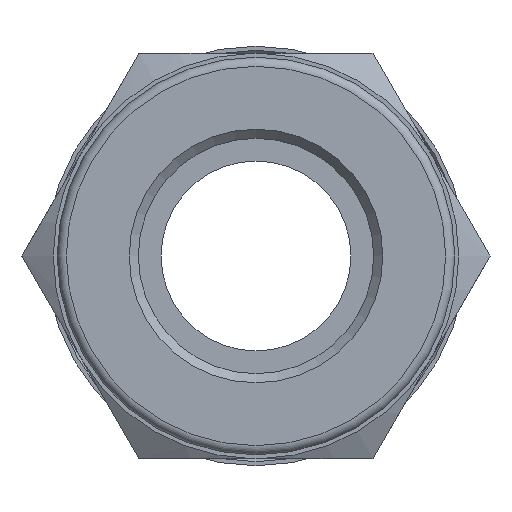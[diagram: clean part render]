
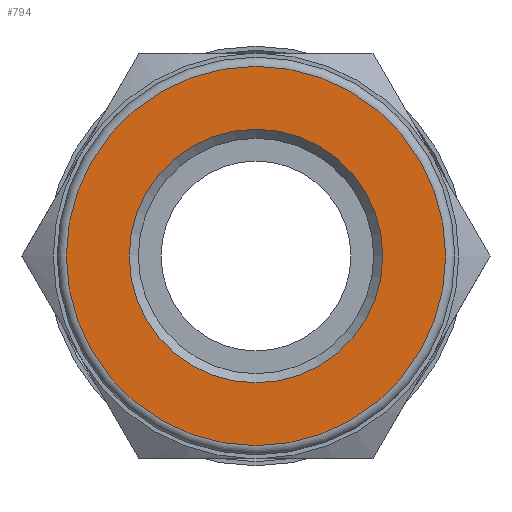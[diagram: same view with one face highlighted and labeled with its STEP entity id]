
A CAD part, left-side view. The second image highlights one B-rep face of the part: STEP entity #794.
In plain terms, the highlighted planar face has unit normal (-1, 0, 0).
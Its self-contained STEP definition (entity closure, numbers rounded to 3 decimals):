
#49=FACE_BOUND('',#185,.T.);
#79=CIRCLE('',#890,6.95);
#80=CIRCLE('',#892,10.4);
#126=FACE_OUTER_BOUND('',#184,.T.);
#184=EDGE_LOOP('',(#627));
#185=EDGE_LOOP('',(#628));
#371=VERTEX_POINT('',#1342);
#372=VERTEX_POINT('',#1346);
#465=EDGE_CURVE('',#371,#371,#79,.T.);
#466=EDGE_CURVE('',#372,#372,#80,.T.);
#627=ORIENTED_EDGE('',*,*,#466,.F.);
#628=ORIENTED_EDGE('',*,*,#465,.T.);
#755=PLANE('',#891);
#794=ADVANCED_FACE('',(#126,#49),#755,.T.);
#890=AXIS2_PLACEMENT_3D('',#1344,#1059,#1060);
#891=AXIS2_PLACEMENT_3D('',#1345,#1061,#1062);
#892=AXIS2_PLACEMENT_3D('',#1347,#1063,#1064);
#1059=DIRECTION('center_axis',(1.,0.,0.));
#1060=DIRECTION('ref_axis',(0.,0.,-1.));
#1061=DIRECTION('center_axis',(-1.,0.,0.));
#1062=DIRECTION('ref_axis',(0.,0.,1.));
#1063=DIRECTION('center_axis',(1.,0.,0.));
#1064=DIRECTION('ref_axis',(0.,0.,-1.));
#1342=CARTESIAN_POINT('',(0.002,-6.95,0.));
#1344=CARTESIAN_POINT('Origin',(0.002,0.,
0.));
#1345=CARTESIAN_POINT('Origin',(0.002,10.4,0.));
#1346=CARTESIAN_POINT('',(0.002,0.,10.4));
#1347=CARTESIAN_POINT('Origin',(0.002,0.,
0.));
